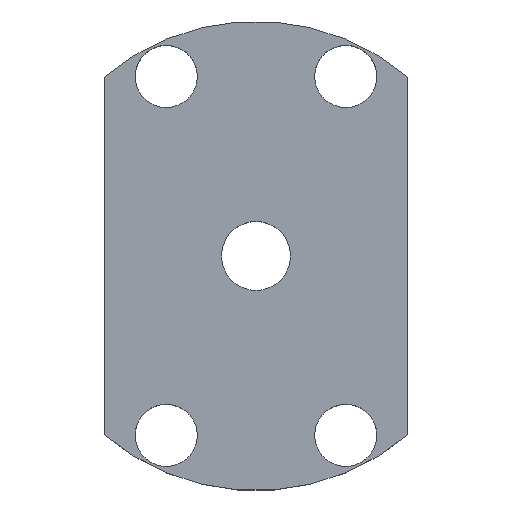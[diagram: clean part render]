
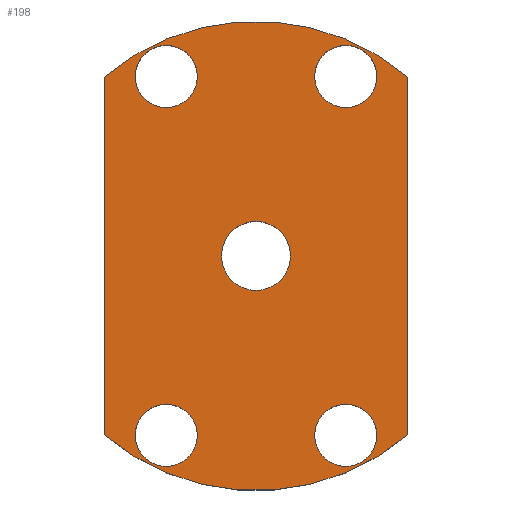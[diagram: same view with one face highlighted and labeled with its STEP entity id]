
A CAD part, top view. The second image highlights one B-rep face of the part: STEP entity #198.
In plain terms, the highlighted planar face has unit normal (0, 0, 1).
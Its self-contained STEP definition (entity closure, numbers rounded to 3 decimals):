
#4 = VERTEX_POINT ( 'NONE', #383 ) ;
#7 = CARTESIAN_POINT ( 'NONE',  ( -6.5, 13., 6. ) ) ;
#11 = EDGE_LOOP ( 'NONE', ( #25, #169 ) ) ;
#25 = ORIENTED_EDGE ( 'NONE', *, *, #160, .F. ) ;
#26 = CIRCLE ( 'NONE', #472, 2.25 ) ;
#30 = CARTESIAN_POINT ( 'NONE',  ( 2.5, 0., 6. ) ) ;
#31 = DIRECTION ( 'NONE',  ( 0., 0., -1. ) ) ;
#42 = EDGE_CURVE ( 'NONE', #508, #4, #332, .T. ) ;
#52 = EDGE_CURVE ( 'NONE', #296, #463, #225, .T. ) ;
#53 = LINE ( 'NONE', #386, #540 ) ;
#59 = DIRECTION ( 'NONE',  ( 0., 0., 1. ) ) ;
#66 = CIRCLE ( 'NONE', #351, 2.25 ) ;
#67 = DIRECTION ( 'NONE',  ( 0., -1., 0. ) ) ;
#68 = CIRCLE ( 'NONE', #456, 17. ) ;
#76 = CARTESIAN_POINT ( 'NONE',  ( 0., 0., 6. ) ) ;
#77 = AXIS2_PLACEMENT_3D ( 'NONE', #165, #31, #303 ) ;
#82 = ORIENTED_EDGE ( 'NONE', *, *, #42, .F. ) ;
#86 = DIRECTION ( 'NONE',  ( 0., 0., 1. ) ) ;
#87 = DIRECTION ( 'NONE',  ( 1., 0., 0. ) ) ;
#96 = ORIENTED_EDGE ( 'NONE', *, *, #418, .T. ) ;
#97 = FACE_BOUND ( 'NONE', #11, .T. ) ;
#99 = EDGE_CURVE ( 'NONE', #103, #495, #312, .T. ) ;
#100 = DIRECTION ( 'NONE',  ( 1., 0., 0. ) ) ;
#103 = VERTEX_POINT ( 'NONE', #141 ) ;
#104 = ORIENTED_EDGE ( 'NONE', *, *, #263, .F. ) ;
#105 = ORIENTED_EDGE ( 'NONE', *, *, #106, .F. ) ;
#106 = EDGE_CURVE ( 'NONE', #489, #203, #26, .T. ) ;
#107 = DIRECTION ( 'NONE',  ( 1., 0., 0. ) ) ;
#108 = CARTESIAN_POINT ( 'NONE',  ( 11., -12.961, 6. ) ) ;
#113 = CARTESIAN_POINT ( 'NONE',  ( -11., -12.961, 6. ) ) ;
#117 = CARTESIAN_POINT ( 'NONE',  ( 8.75, -13., 6. ) ) ;
#123 = DIRECTION ( 'NONE',  ( 0., 0., 1. ) ) ;
#126 = EDGE_LOOP ( 'NONE', ( #82, #496 ) ) ;
#134 = CARTESIAN_POINT ( 'NONE',  ( -11., 12.961, 6. ) ) ;
#135 = EDGE_CURVE ( 'NONE', #310, #398, #66, .T. ) ;
#141 = CARTESIAN_POINT ( 'NONE',  ( -2.5, 0., 6. ) ) ;
#142 = DIRECTION ( 'NONE',  ( -1., 0., 0. ) ) ;
#144 = DIRECTION ( 'NONE',  ( 1., 0., 0. ) ) ;
#146 = EDGE_CURVE ( 'NONE', #347, #414, #264, .T. ) ;
#154 = VERTEX_POINT ( 'NONE', #108 ) ;
#159 = DIRECTION ( 'NONE',  ( 0., 0., 1. ) ) ;
#160 = EDGE_CURVE ( 'NONE', #495, #103, #389, .T. ) ;
#165 = CARTESIAN_POINT ( 'NONE',  ( 0., 0., 6. ) ) ;
#168 = CARTESIAN_POINT ( 'NONE',  ( 6.5, -13., 6. ) ) ;
#169 = ORIENTED_EDGE ( 'NONE', *, *, #99, .F. ) ;
#171 = ORIENTED_EDGE ( 'NONE', *, *, #52, .F. ) ;
#174 = CARTESIAN_POINT ( 'NONE',  ( 6.5, 13., 6. ) ) ;
#184 = DIRECTION ( 'NONE',  ( 0., 0., 1. ) ) ;
#185 = DIRECTION ( 'NONE',  ( 0., 0., 1. ) ) ;
#186 = DIRECTION ( 'NONE',  ( 1., 0., 0. ) ) ;
#187 = CARTESIAN_POINT ( 'NONE',  ( 6.5, 13., 6. ) ) ;
#196 = AXIS2_PLACEMENT_3D ( 'NONE', #7, #59, #374 ) ;
#197 = CARTESIAN_POINT ( 'NONE',  ( -6.5, -13., 6. ) ) ;
#198 = ADVANCED_FACE ( 'NONE', ( #97, #241, #406, #254, #320, #345 ), #299, .F. ) ;
#203 = VERTEX_POINT ( 'NONE', #117 ) ;
#204 = CARTESIAN_POINT ( 'NONE',  ( 6.5, -13., 6. ) ) ;
#212 = DIRECTION ( 'NONE',  ( 1., 0., 0. ) ) ;
#221 = CARTESIAN_POINT ( 'NONE',  ( 8.75, 13., 6. ) ) ;
#225 = CIRCLE ( 'NONE', #459, 2.25 ) ;
#227 = EDGE_CURVE ( 'NONE', #203, #489, #563, .T. ) ;
#230 = EDGE_LOOP ( 'NONE', ( #304, #422 ) ) ;
#237 = ORIENTED_EDGE ( 'NONE', *, *, #227, .F. ) ;
#239 = DIRECTION ( 'NONE',  ( 0., 0., 1. ) ) ;
#241 = FACE_BOUND ( 'NONE', #126, .T. ) ;
#254 = FACE_BOUND ( 'NONE', #541, .T. ) ;
#256 = ORIENTED_EDGE ( 'NONE', *, *, #146, .T. ) ;
#263 = EDGE_CURVE ( 'NONE', #463, #296, #505, .T. ) ;
#264 = LINE ( 'NONE', #113, #515 ) ;
#270 = CIRCLE ( 'NONE', #196, 2.25 ) ;
#276 = DIRECTION ( 'NONE',  ( 0., 0., 1. ) ) ;
#277 = DIRECTION ( 'NONE',  ( 0., 0., 1. ) ) ;
#281 = ORIENTED_EDGE ( 'NONE', *, *, #359, .T. ) ;
#293 = DIRECTION ( 'NONE',  ( 1., 0., 0. ) ) ;
#296 = VERTEX_POINT ( 'NONE', #367 ) ;
#299 = PLANE ( 'NONE',  #77 ) ;
#303 = DIRECTION ( 'NONE',  ( -1., 0., 0. ) ) ;
#304 = ORIENTED_EDGE ( 'NONE', *, *, #333, .F. ) ;
#305 = CARTESIAN_POINT ( 'NONE',  ( -8.75, 13., 6. ) ) ;
#310 = VERTEX_POINT ( 'NONE', #305 ) ;
#312 = CIRCLE ( 'NONE', #393, 2.5 ) ;
#320 = FACE_BOUND ( 'NONE', #230, .T. ) ;
#322 = ORIENTED_EDGE ( 'NONE', *, *, #516, .T. ) ;
#332 = CIRCLE ( 'NONE', #410, 2.25 ) ;
#333 = EDGE_CURVE ( 'NONE', #398, #310, #270, .T. ) ;
#334 = CARTESIAN_POINT ( 'NONE',  ( -4.25, -13., 6. ) ) ;
#336 = DIRECTION ( 'NONE',  ( 0., 0., 1. ) ) ;
#339 = DIRECTION ( 'NONE',  ( 0., 0., 1. ) ) ;
#345 = FACE_OUTER_BOUND ( 'NONE', #592, .T. ) ;
#347 = VERTEX_POINT ( 'NONE', #134 ) ;
#351 = AXIS2_PLACEMENT_3D ( 'NONE', #584, #239, #494 ) ;
#359 = EDGE_CURVE ( 'NONE', #414, #154, #575, .T. ) ;
#367 = CARTESIAN_POINT ( 'NONE',  ( -8.75, -13., 6. ) ) ;
#374 = DIRECTION ( 'NONE',  ( 1., 0., 0. ) ) ;
#376 = CARTESIAN_POINT ( 'NONE',  ( 0., 0., 6. ) ) ;
#383 = CARTESIAN_POINT ( 'NONE',  ( 4.25, 13., 6. ) ) ;
#384 = CARTESIAN_POINT ( 'NONE',  ( -4.25, 13., 6. ) ) ;
#386 = CARTESIAN_POINT ( 'NONE',  ( 11., -12.961, 6. ) ) ;
#389 = CIRCLE ( 'NONE', #597, 2.5 ) ;
#393 = AXIS2_PLACEMENT_3D ( 'NONE', #76, #336, #107 ) ;
#398 = VERTEX_POINT ( 'NONE', #384 ) ;
#406 = FACE_BOUND ( 'NONE', #542, .T. ) ;
#410 = AXIS2_PLACEMENT_3D ( 'NONE', #187, #277, #100 ) ;
#414 = VERTEX_POINT ( 'NONE', #580 ) ;
#415 = DIRECTION ( 'NONE',  ( 1., 0., 0. ) ) ;
#418 = EDGE_CURVE ( 'NONE', #154, #438, #53, .T. ) ;
#422 = ORIENTED_EDGE ( 'NONE', *, *, #135, .F. ) ;
#427 = AXIS2_PLACEMENT_3D ( 'NONE', #376, #185, #142 ) ;
#438 = VERTEX_POINT ( 'NONE', #536 ) ;
#440 = DIRECTION ( 'NONE',  ( 0., 1., 0. ) ) ;
#443 = DIRECTION ( 'NONE',  ( 1., 0., 0. ) ) ;
#447 = CARTESIAN_POINT ( 'NONE',  ( 4.25, -13., 6. ) ) ;
#456 = AXIS2_PLACEMENT_3D ( 'NONE', #506, #599, #415 ) ;
#459 = AXIS2_PLACEMENT_3D ( 'NONE', #197, #276, #144 ) ;
#463 = VERTEX_POINT ( 'NONE', #334 ) ;
#472 = AXIS2_PLACEMENT_3D ( 'NONE', #204, #159, #443 ) ;
#489 = VERTEX_POINT ( 'NONE', #447 ) ;
#494 = DIRECTION ( 'NONE',  ( 1., 0., 0. ) ) ;
#495 = VERTEX_POINT ( 'NONE', #30 ) ;
#496 = ORIENTED_EDGE ( 'NONE', *, *, #560, .F. ) ;
#505 = CIRCLE ( 'NONE', #604, 2.25 ) ;
#506 = CARTESIAN_POINT ( 'NONE',  ( 0., 0., 6. ) ) ;
#508 = VERTEX_POINT ( 'NONE', #221 ) ;
#515 = VECTOR ( 'NONE', #67, 1000. ) ;
#516 = EDGE_CURVE ( 'NONE', #438, #347, #68, .T. ) ;
#519 = CIRCLE ( 'NONE', #553, 2.25 ) ;
#536 = CARTESIAN_POINT ( 'NONE',  ( 11., 12.961, 6. ) ) ;
#540 = VECTOR ( 'NONE', #440, 1000. ) ;
#541 = EDGE_LOOP ( 'NONE', ( #104, #171 ) ) ;
#542 = EDGE_LOOP ( 'NONE', ( #237, #105 ) ) ;
#551 = CARTESIAN_POINT ( 'NONE',  ( -6.5, -13., 6. ) ) ;
#553 = AXIS2_PLACEMENT_3D ( 'NONE', #174, #184, #186 ) ;
#560 = EDGE_CURVE ( 'NONE', #4, #508, #519, .T. ) ;
#563 = CIRCLE ( 'NONE', #579, 2.25 ) ;
#575 = CIRCLE ( 'NONE', #427, 17. ) ;
#579 = AXIS2_PLACEMENT_3D ( 'NONE', #168, #123, #212 ) ;
#580 = CARTESIAN_POINT ( 'NONE',  ( -11., -12.961, 6. ) ) ;
#584 = CARTESIAN_POINT ( 'NONE',  ( -6.5, 13., 6. ) ) ;
#587 = CARTESIAN_POINT ( 'NONE',  ( 0., 0., 6. ) ) ;
#592 = EDGE_LOOP ( 'NONE', ( #281, #96, #322, #256 ) ) ;
#597 = AXIS2_PLACEMENT_3D ( 'NONE', #587, #339, #293 ) ;
#599 = DIRECTION ( 'NONE',  ( 0., 0., 1. ) ) ;
#604 = AXIS2_PLACEMENT_3D ( 'NONE', #551, #86, #87 ) ;
